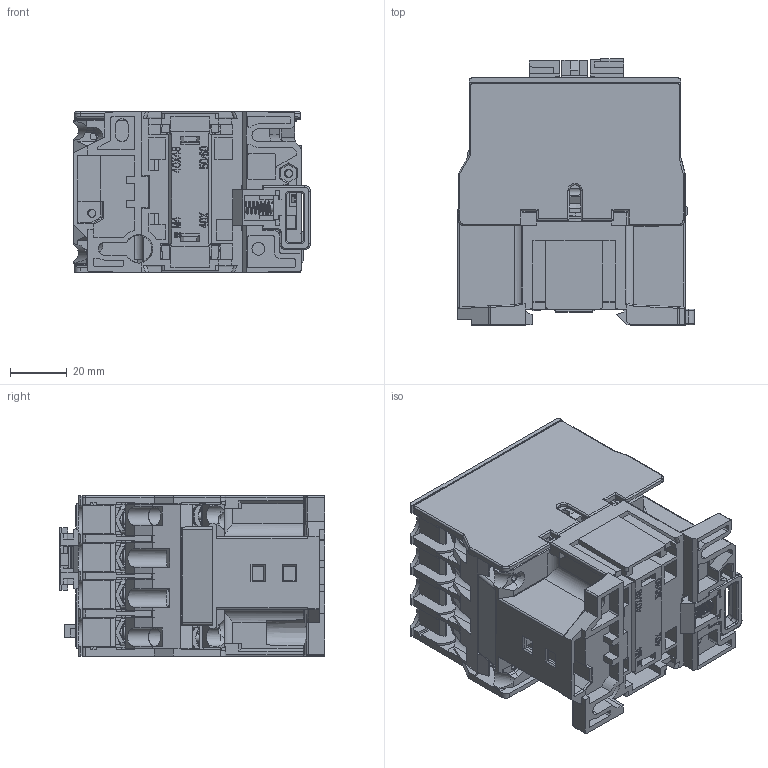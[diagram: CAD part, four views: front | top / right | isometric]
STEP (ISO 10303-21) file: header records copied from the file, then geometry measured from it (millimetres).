
FILE_DESCRIPTION((''),'2;1');
FILE_NAME('2-400-102_SW0001','2017-09-22T',('xuping'),(''),'PRO/ENGINEER BY PARAMETRIC TECHNOLOGY CORPORATION, 2008380','PRO/ENGINEER BY PARAMETRIC TECHNOLOGY CORPORATION, 2008380','');
FILE_SCHEMA(('CONFIG_CONTROL_DESIGN'));
Products named in the file (1): 2-400-102_SW0001
Bounding box: 83.3 x 93.5 x 56.5 mm (x, y, z)
Volume: 137231 mm3; surface area: 138342.2 mm2
Topology: 2 solids, 3 shells, 6454 faces, 18882 edges, 12147 vertices
Faces by surface type: plane 4771, cylinder 1265, torus 132, cone 122, sphere 100, bspline 63, extrusion 1
Entity records: 227408 total; most frequent: CARTESIAN_POINT 57960, ORIENTED_EDGE 37644, DIRECTION 32137, EDGE_CURVE 18822, VECTOR 14953, LINE 14952, VERTEX_POINT 12139, AXIS2_PLACEMENT_3D 8592
